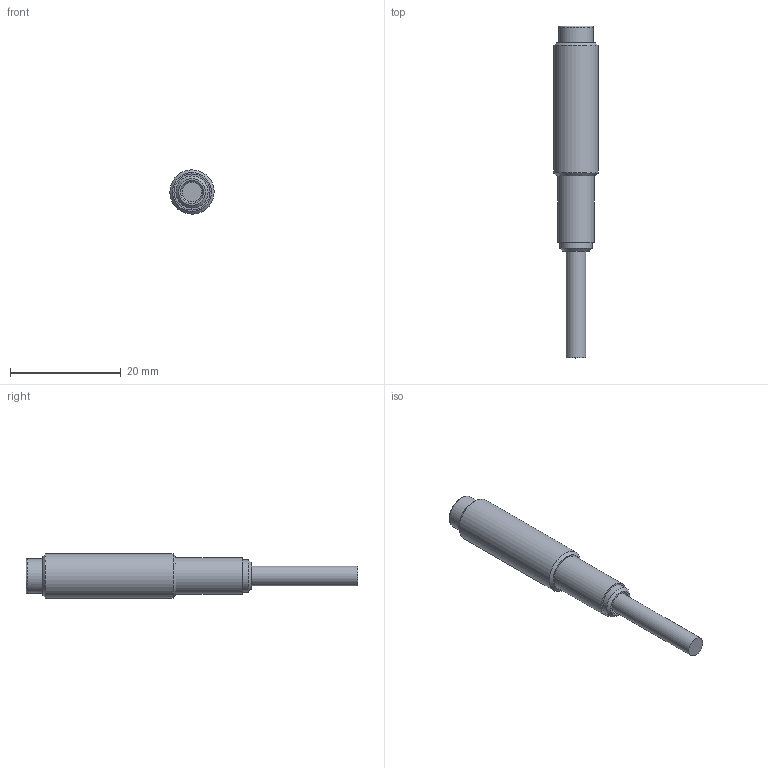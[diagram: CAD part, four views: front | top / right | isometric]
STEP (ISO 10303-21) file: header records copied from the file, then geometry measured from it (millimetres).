
FILE_DESCRIPTION(/* description */ ('','CAx-IF Rec.Pracs.---Representation and Presentation of Product Manufacturing Information (PMI)---4.0---2014-10-13'),/* implementation_level */ '2;1');
FILE_NAME(/* name */ 'KNIM08KM3NG3-2R.stp',/* time_stamp */ '2019-01-11T08:32:03+01:00',/* author */ ('cf'),/* organization */ ('di-soric GmbH & Co. KG'),/* preprocessor_version */ 'ST-DEVELOPER v17.2',/* originating_system */ 'Autodesk Inventor 2019',/* authorisation */ '');
FILE_SCHEMA (('AP242_MANAGED_MODEL_BASED_3D_ENGINEERING_MIM_LF { 1 0 10303 442 1 1 4 }'));
Length unit declared in the file: millimetre
Products named in the file (1): KNIM08KM3NG3-2R
Bounding box: 8 x 59.85 x 8 mm (x, y, z)
Volume: 996.8 mm3; surface area: 1994.2 mm2
Topology: 1 solids, 2 shells, 54 faces, 136 edges, 93 vertices
Faces by surface type: plane 31, cylinder 15, cone 7, torus 1
Full cylindrical faces by diameter (mm): 3.6 x2, 5.6 x1, 5.77 x1, 5.8 x1, 6.2 x2, 6.5 x1, 8 x1
Entity records: 1780 total; most frequent: CARTESIAN_POINT 303, DIRECTION 296, ORIENTED_EDGE 270, EDGE_CURVE 135, AXIS2_PLACEMENT_3D 115, VERTEX_POINT 92, LINE 66, VECTOR 66
